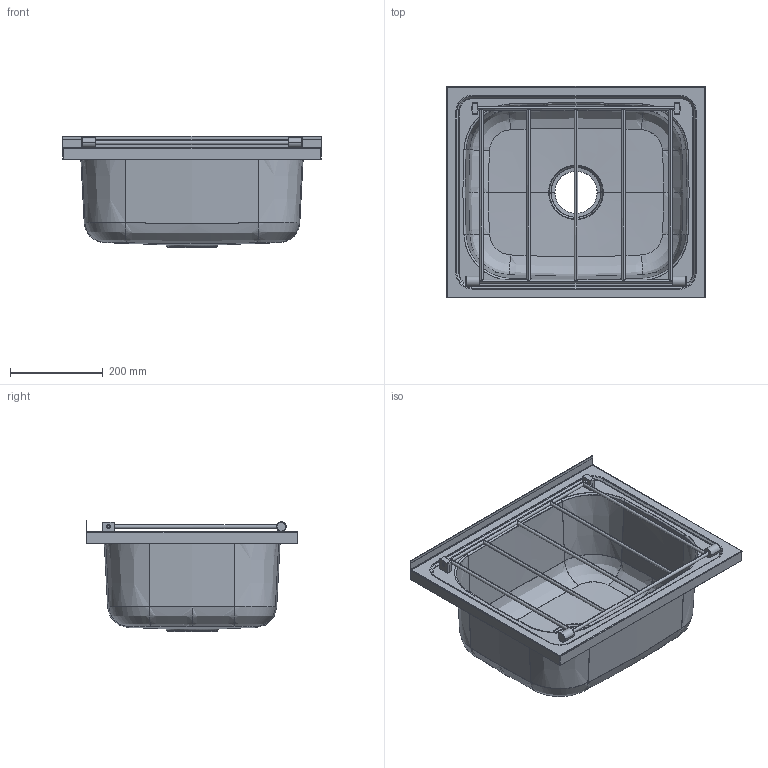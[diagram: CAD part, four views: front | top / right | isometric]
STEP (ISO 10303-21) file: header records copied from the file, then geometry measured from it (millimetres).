
FILE_DESCRIPTION(/* description */ (''),/* implementation_level */ '2;1');
FILE_NAME(/* name */ 'STEP - YH235B SR-1_9506688',/* time_stamp */ '2024-07-03T09:07:19+10:00',/* author */ (''),/* organization */ (''),/* preprocessor_version */ 'ST-DEVELOPER v16.5',/* originating_system */ 'Rhino 7.23',/* authorisation */ '');
FILE_SCHEMA (('AUTOMOTIVE_DESIGN'));
Length unit declared in the file: millimetre
Products named in the file (6): Document; 235B-1_ASM; 235B-1; 235-SR-1-GUDINGKUAI; 235-SR-1; 235-SR-1-JIAOTAO
Assembly tree (7 placements, depth 3):
  Document
    235B-1_ASM
      235B-1
      235-SR-1-GUDINGKUAI  x2
      235-SR-1
      235-SR-1-JIAOTAO  x2
Bounding box: 555 x 455.8 x 238.98 mm (x, y, z)
Volume: 627586.9 mm3; surface area: 1185804.8 mm2
Topology: 6 solids, 6 shells, 419 faces, 1031 edges, 612 vertices
Faces by surface type: cylinder 186, bspline 176, plane 57
Entity records: 19605 total; most frequent: CARTESIAN_POINT 14700, ORIENTED_EDGE 1488, EDGE_CURVE 744, B_SPLINE_CURVE_WITH_KNOTS 541, VERTEX_POINT 438, EDGE_LOOP 328, ADVANCED_FACE 311, FACE_OUTER_BOUND 311
